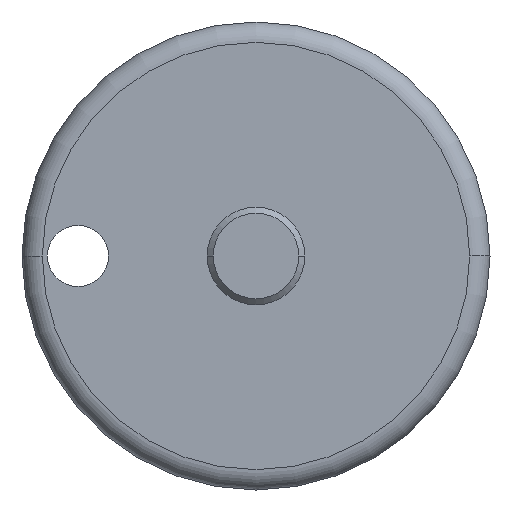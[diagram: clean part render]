
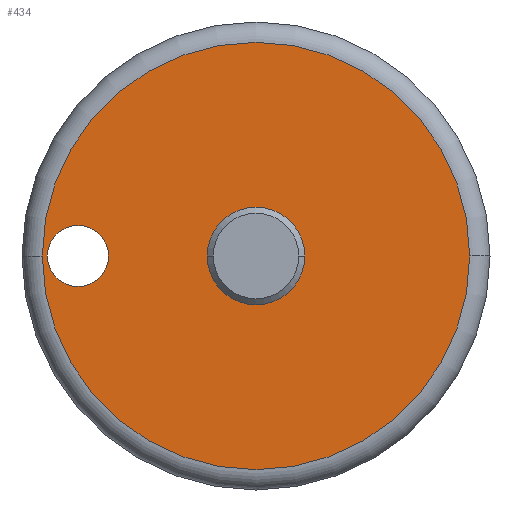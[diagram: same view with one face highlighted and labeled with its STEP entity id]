
A CAD part, left-side view. The second image highlights one B-rep face of the part: STEP entity #434.
In plain terms, the highlighted planar face has unit normal (-1, 0, 0).
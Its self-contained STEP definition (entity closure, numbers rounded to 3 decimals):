
#10 = FACE_BOUND ( 'NONE', #606, .T. ) ;
#19 = DIRECTION ( 'NONE',  ( 0., 1., 0. ) ) ;
#31 = CARTESIAN_POINT ( 'NONE',  ( -102.681, 11.221, 0. ) ) ;
#33 = AXIS2_PLACEMENT_3D ( 'NONE', #734, #598, #1053 ) ;
#40 = CIRCLE ( 'NONE', #493, 1.5 ) ;
#60 = DIRECTION ( 'NONE',  ( 0., 1., 0. ) ) ;
#80 = ORIENTED_EDGE ( 'NONE', *, *, #678, .F. ) ;
#94 = EDGE_LOOP ( 'NONE', ( #80, #506 ) ) ;
#114 = ORIENTED_EDGE ( 'NONE', *, *, #218, .T. ) ;
#146 = ORIENTED_EDGE ( 'NONE', *, *, #647, .T. ) ;
#158 = ORIENTED_EDGE ( 'NONE', *, *, #817, .T. ) ;
#181 = VERTEX_POINT ( 'NONE', #31 ) ;
#199 = EDGE_LOOP ( 'NONE', ( #146, #114 ) ) ;
#214 = DIRECTION ( 'NONE',  ( 1., 0., 0. ) ) ;
#218 = EDGE_CURVE ( 'NONE', #430, #181, #680, .T. ) ;
#240 = AXIS2_PLACEMENT_3D ( 'NONE', #249, #408, #748 ) ;
#241 = DIRECTION ( 'NONE',  ( 0., 1., 0. ) ) ;
#249 = CARTESIAN_POINT ( 'NONE',  ( -102.681, 0.721, 0. ) ) ;
#253 = CARTESIAN_POINT ( 'NONE',  ( -102.681, 0.721, 0. ) ) ;
#255 = EDGE_CURVE ( 'NONE', #504, #522, #350, .T. ) ;
#286 = CARTESIAN_POINT ( 'NONE',  ( -102.681, 9.471, 0. ) ) ;
#292 = DIRECTION ( 'NONE',  ( 0., 1., 0. ) ) ;
#319 = CARTESIAN_POINT ( 'NONE',  ( -102.681, -1.679, 0. ) ) ;
#336 = FACE_BOUND ( 'NONE', #94, .T. ) ;
#346 = CARTESIAN_POINT ( 'NONE',  ( -102.681, 12.221, 0. ) ) ;
#350 = CIRCLE ( 'NONE', #240, 2.4 ) ;
#356 = PLANE ( 'NONE',  #424 ) ;
#360 = FACE_OUTER_BOUND ( 'NONE', #199, .T. ) ;
#369 = CIRCLE ( 'NONE', #33, 2.4 ) ;
#374 = DIRECTION ( 'NONE',  ( 1., 0., 0. ) ) ;
#379 = DIRECTION ( 'NONE',  ( -1., 0., 0. ) ) ;
#408 = DIRECTION ( 'NONE',  ( -1., 0., 0. ) ) ;
#424 = AXIS2_PLACEMENT_3D ( 'NONE', #346, #214, #19 ) ;
#430 = VERTEX_POINT ( 'NONE', #612 ) ;
#434 = ADVANCED_FACE ( 'NONE', ( #10, #360, #336 ), #356, .F. ) ;
#452 = VERTEX_POINT ( 'NONE', #925 ) ;
#475 = DIRECTION ( 'NONE',  ( 0., 1., 0. ) ) ;
#493 = AXIS2_PLACEMENT_3D ( 'NONE', #884, #951, #60 ) ;
#504 = VERTEX_POINT ( 'NONE', #521 ) ;
#506 = ORIENTED_EDGE ( 'NONE', *, *, #255, .F. ) ;
#521 = CARTESIAN_POINT ( 'NONE',  ( -102.681, 3.121, 0. ) ) ;
#522 = VERTEX_POINT ( 'NONE', #319 ) ;
#566 = AXIS2_PLACEMENT_3D ( 'NONE', #1019, #638, #241 ) ;
#598 = DIRECTION ( 'NONE',  ( -1., 0., 0. ) ) ;
#606 = EDGE_LOOP ( 'NONE', ( #158, #899 ) ) ;
#612 = CARTESIAN_POINT ( 'NONE',  ( -102.681, -9.779, 0. ) ) ;
#638 = DIRECTION ( 'NONE',  ( -1., 0., 0. ) ) ;
#647 = EDGE_CURVE ( 'NONE', #181, #430, #722, .T. ) ;
#678 = EDGE_CURVE ( 'NONE', #522, #504, #369, .T. ) ;
#680 = CIRCLE ( 'NONE', #566, 10.5 ) ;
#702 = CARTESIAN_POINT ( 'NONE',  ( -102.681, 10.971, 0. ) ) ;
#722 = CIRCLE ( 'NONE', #964, 10.5 ) ;
#734 = CARTESIAN_POINT ( 'NONE',  ( -102.681, 0.721, 0. ) ) ;
#748 = DIRECTION ( 'NONE',  ( 0., -1., 0. ) ) ;
#767 = CIRCLE ( 'NONE', #790, 1.5 ) ;
#790 = AXIS2_PLACEMENT_3D ( 'NONE', #286, #374, #292 ) ;
#806 = VERTEX_POINT ( 'NONE', #702 ) ;
#817 = EDGE_CURVE ( 'NONE', #806, #452, #40, .T. ) ;
#884 = CARTESIAN_POINT ( 'NONE',  ( -102.681, 9.471, 0. ) ) ;
#899 = ORIENTED_EDGE ( 'NONE', *, *, #901, .T. ) ;
#901 = EDGE_CURVE ( 'NONE', #452, #806, #767, .T. ) ;
#925 = CARTESIAN_POINT ( 'NONE',  ( -102.681, 7.971, 0. ) ) ;
#951 = DIRECTION ( 'NONE',  ( 1., 0., 0. ) ) ;
#964 = AXIS2_PLACEMENT_3D ( 'NONE', #253, #379, #475 ) ;
#1019 = CARTESIAN_POINT ( 'NONE',  ( -102.681, 0.721, 0. ) ) ;
#1053 = DIRECTION ( 'NONE',  ( 0., -1., 0. ) ) ;
